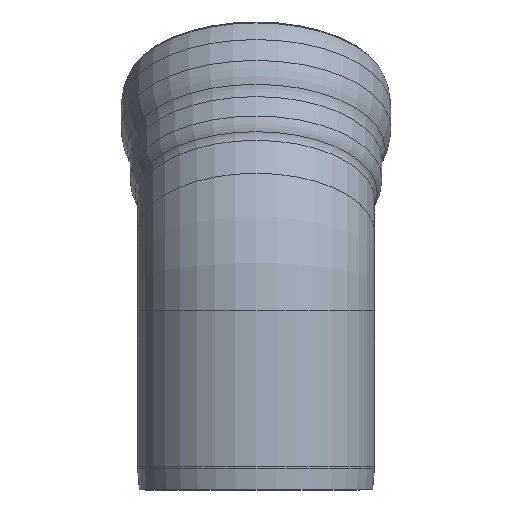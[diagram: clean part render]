
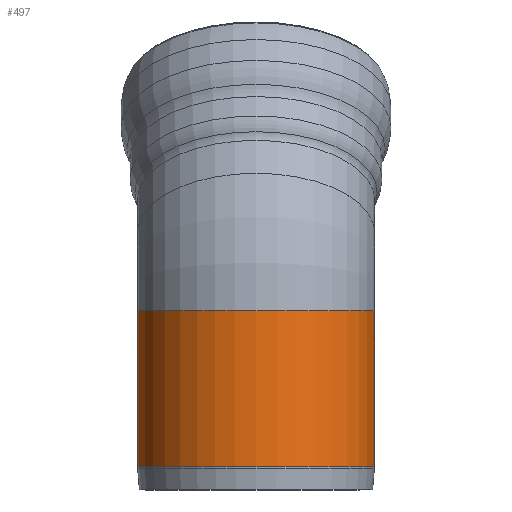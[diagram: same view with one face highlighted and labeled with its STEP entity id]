
A CAD part, left-side view. The second image highlights one B-rep face of the part: STEP entity #497.
In plain terms, the highlighted cylindrical face has radius 795 mm (diameter 1590 mm), a full revolution.
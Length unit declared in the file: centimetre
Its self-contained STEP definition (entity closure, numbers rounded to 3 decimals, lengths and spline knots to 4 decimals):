
#36=CYLINDRICAL_SURFACE('',#578,79.5);
#73=FACE_OUTER_BOUND('',#105,.T.);
#105=EDGE_LOOP('',(#430,#431,#432,#433,#434,#435));
#124=LINE('',#921,#136);
#136=VECTOR('',#753,79.5);
#185=CIRCLE('',#576,79.5);
#186=CIRCLE('',#577,79.5);
#187=CIRCLE('',#579,79.5);
#188=CIRCLE('',#580,79.5);
#236=VERTEX_POINT('',#914);
#237=VERTEX_POINT('',#916);
#238=VERTEX_POINT('',#920);
#239=VERTEX_POINT('',#922);
#303=EDGE_CURVE('',#236,#237,#185,.T.);
#304=EDGE_CURVE('',#237,#236,#186,.T.);
#305=EDGE_CURVE('',#237,#238,#124,.T.);
#306=EDGE_CURVE('',#238,#239,#187,.T.);
#307=EDGE_CURVE('',#239,#238,#188,.T.);
#430=ORIENTED_EDGE('',*,*,#304,.F.);
#431=ORIENTED_EDGE('',*,*,#305,.T.);
#432=ORIENTED_EDGE('',*,*,#306,.T.);
#433=ORIENTED_EDGE('',*,*,#307,.T.);
#434=ORIENTED_EDGE('',*,*,#305,.F.);
#435=ORIENTED_EDGE('',*,*,#303,.F.);
#497=ADVANCED_FACE('',(#73),#36,.T.);
#576=AXIS2_PLACEMENT_3D('',#917,#747,#748);
#577=AXIS2_PLACEMENT_3D('',#918,#749,#750);
#578=AXIS2_PLACEMENT_3D('',#919,#751,#752);
#579=AXIS2_PLACEMENT_3D('',#923,#754,#755);
#580=AXIS2_PLACEMENT_3D('',#924,#756,#757);
#747=DIRECTION('center_axis',(0.,0.,
-1.));
#748=DIRECTION('ref_axis',(-1.,0.,0.));
#749=DIRECTION('center_axis',(0.,0.,
-1.));
#750=DIRECTION('ref_axis',(-1.,0.,0.));
#751=DIRECTION('center_axis',(0.,0.,
-1.));
#752=DIRECTION('ref_axis',(1.,0.,0.));
#753=DIRECTION('',(0.,0.,1.));
#754=DIRECTION('center_axis',(0.,0.,
-1.));
#755=DIRECTION('ref_axis',(1.,0.,0.));
#756=DIRECTION('center_axis',(0.,0.,
-1.));
#757=DIRECTION('ref_axis',(1.,0.,0.));
#914=CARTESIAN_POINT('',(21.9866,116.0264,-47.2445));
#916=CARTESIAN_POINT('',(-57.5134,195.5264,-47.2445));
#917=CARTESIAN_POINT('Origin',(21.9866,195.5264,-47.2445));
#918=CARTESIAN_POINT('Origin',(21.9866,195.5264,-47.2445));
#919=CARTESIAN_POINT('Origin',(21.9866,195.5264,4.641));
#920=CARTESIAN_POINT('',(-57.5134,195.5264,57.2905));
#921=CARTESIAN_POINT('',(-57.5134,195.5264,4.641));
#922=CARTESIAN_POINT('',(101.4866,195.5264,57.2905));
#923=CARTESIAN_POINT('Origin',(21.9866,195.5264,57.2905));
#924=CARTESIAN_POINT('Origin',(21.9866,195.5264,57.2905));
